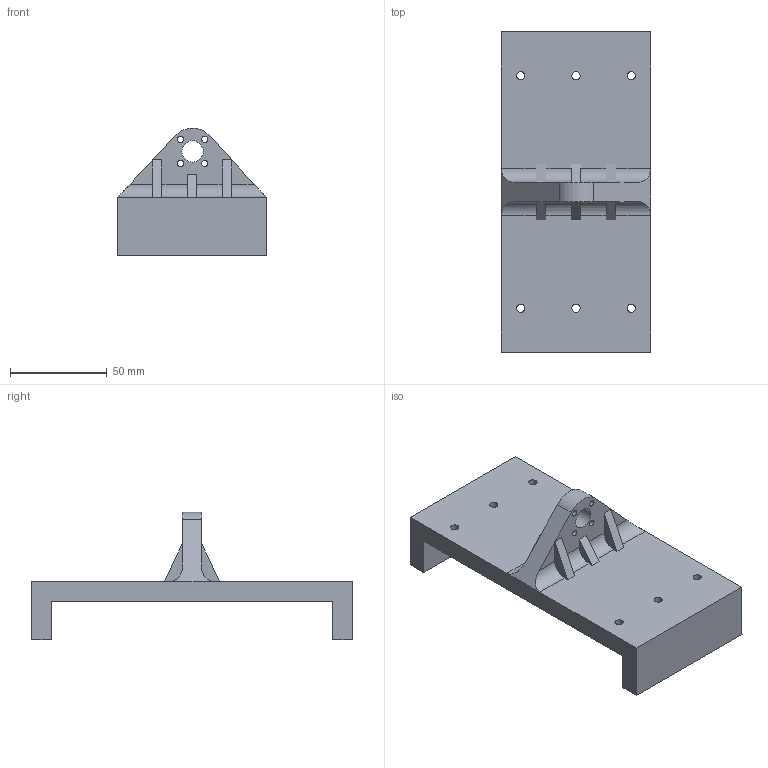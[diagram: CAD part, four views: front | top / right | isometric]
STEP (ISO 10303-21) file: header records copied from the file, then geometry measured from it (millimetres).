
FILE_DESCRIPTION(/* description */ (''),/* implementation_level */ '2;1');
FILE_NAME(/* name */ 'y lead screw nut holder L&R(under build plate) v1.step',/* time_stamp */ '2025-08-05T14:39:23-07:00',/* author */ (''),/* organization */ (''),/* preprocessor_version */ 'ST-DEVELOPER v20.1',/* originating_system */ 'Autodesk Translation Framework v14.10.0.0',/* authorisation */ '');
FILE_SCHEMA (('AUTOMOTIVE_DESIGN { 1 0 10303 214 3 1 1 }'));
Length unit declared in the file: inch
Products named in the file (2): y lead screw nut holder L&R(under build plate); Component1
Assembly tree (1 placements, depth 2):
  y lead screw nut holder L&R(under build plate)
    Component1
Bounding box: 77 x 165.4 x 65.89 mm (x, y, z)
Volume: 175282.1 mm3; surface area: 42134.4 mm2
Topology: 1 solids, 1 shells, 57 faces, 157 edges, 102 vertices
Faces by surface type: plane 37, cylinder 20
Full cylindrical faces by diameter (mm): 3.2 x4, 4.3 x6, 11 x1
Entity records: 1906 total; most frequent: CARTESIAN_POINT 319, DIRECTION 317, ORIENTED_EDGE 314, EDGE_CURVE 157, LINE 117, VECTOR 117, VERTEX_POINT 102, AXIS2_PLACEMENT_3D 100
